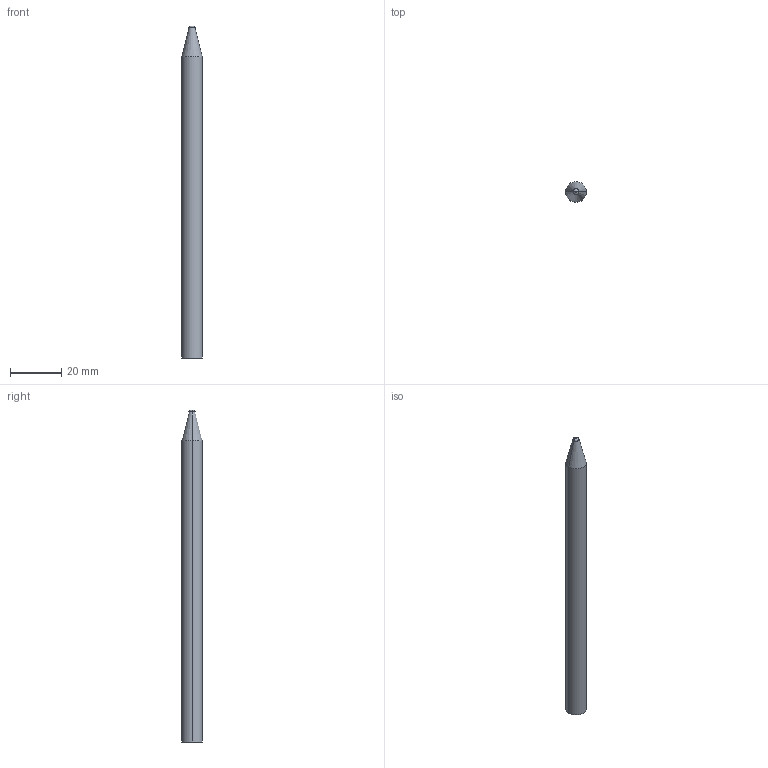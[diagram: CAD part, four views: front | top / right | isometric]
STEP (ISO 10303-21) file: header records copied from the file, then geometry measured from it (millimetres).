
FILE_DESCRIPTION(('CATIA V5 STEP Exchange'),'2;1');
FILE_NAME('Vira Sanat Stack Mold 5Axis Top Robot-044-SHAFT2 TABLE UP .8.stp','2022-11-24T07:01:03+00:00',('none'),('none'),'CATIA Version 5 Release 21 GA (IN-10)','CATIA V5 STEP AP203','none');
FILE_SCHEMA(('CONFIG_CONTROL_DESIGN'));
Length unit declared in the file: millimetre
Products named in the file (1): Vira Sanat Stack Mold 5Axis Top Robot-044-SHAFT2 TABLE UP .8
Bounding box: 8 x 8 x 130 mm (x, y, z)
Volume: 5917.5 mm3; surface area: 3475.5 mm2
Topology: 1 solids, 1 shells, 11 faces, 20 edges, 12 vertices
Faces by surface type: cylinder 4, plane 3, cone 2, revolution 2
Entity records: 304 total; most frequent: CARTESIAN_POINT 52, ORIENTED_EDGE 40, DIRECTION 36, AXIS2_PLACEMENT_3D 22, EDGE_CURVE 20, CIRCLE 14, EDGE_LOOP 12, VERTEX_POINT 12
